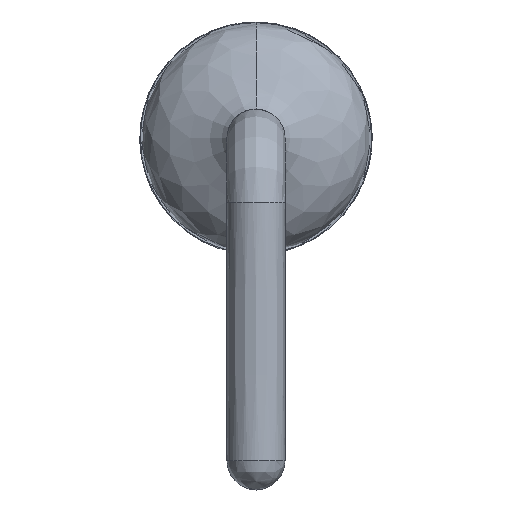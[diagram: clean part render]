
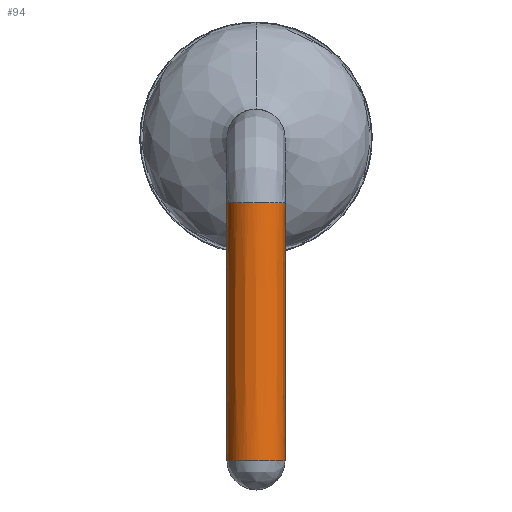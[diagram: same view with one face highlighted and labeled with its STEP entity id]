
A CAD part, left-side view. The second image highlights one B-rep face of the part: STEP entity #94.
In plain terms, the highlighted free-form (B-spline) face has degree [3, 2] with [4, 9] control points.
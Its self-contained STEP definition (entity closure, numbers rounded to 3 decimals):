
#94=ADVANCED_FACE('',(#136),#632,.T.);
#136=FACE_OUTER_BOUND('',#178,.T.);
#178=EDGE_LOOP('',(#239,#240,#241,#242));
#239=ORIENTED_EDGE('',*,*,#405,.T.);
#240=ORIENTED_EDGE('',*,*,#389,.T.);
#241=ORIENTED_EDGE('',*,*,#390,.T.);
#242=ORIENTED_EDGE('',*,*,#403,.F.);
#389=EDGE_CURVE('',#575,#576,#485,.T.);
#390=EDGE_CURVE('',#576,#585,#486,.T.);
#403=EDGE_CURVE('',#584,#585,#499,.T.);
#405=EDGE_CURVE('',#584,#575,#501,.T.);
#485=(
BOUNDED_CURVE()
B_SPLINE_CURVE(3,(#1214,#1215,#1216,#1217),.UNSPECIFIED.,.F.,.F.)
B_SPLINE_CURVE_WITH_KNOTS((4,4),(0.,2.),.UNSPECIFIED.)
CURVE()
GEOMETRIC_REPRESENTATION_ITEM()
RATIONAL_B_SPLINE_CURVE((1.,1.,1.,1.))
REPRESENTATION_ITEM('')
);
#486=(
BOUNDED_CURVE()
B_SPLINE_CURVE(2,(#1218,#1219,#1220,#1221,#1222),.UNSPECIFIED.,.F.,.F.)
B_SPLINE_CURVE_WITH_KNOTS((3,2,3),(0.,0.353,0.707),
 .UNSPECIFIED.)
CURVE()
GEOMETRIC_REPRESENTATION_ITEM()
RATIONAL_B_SPLINE_CURVE((1.,0.707,1.,0.707,1.))
REPRESENTATION_ITEM('')
);
#499=(
BOUNDED_CURVE()
B_SPLINE_CURVE(3,(#1277,#1278,#1279,#1280),.UNSPECIFIED.,.F.,.F.)
B_SPLINE_CURVE_WITH_KNOTS((4,4),(0.,2.),.UNSPECIFIED.)
CURVE()
GEOMETRIC_REPRESENTATION_ITEM()
RATIONAL_B_SPLINE_CURVE((1.,1.,1.,1.))
REPRESENTATION_ITEM('')
);
#501=(
BOUNDED_CURVE()
B_SPLINE_CURVE(2,(#1286,#1287,#1288,#1289,#1290),.UNSPECIFIED.,.F.,.F.)
B_SPLINE_CURVE_WITH_KNOTS((3,2,3),(3.142,4.712,6.283),
 .UNSPECIFIED.)
CURVE()
GEOMETRIC_REPRESENTATION_ITEM()
RATIONAL_B_SPLINE_CURVE((1.,0.707,1.,0.707,1.))
REPRESENTATION_ITEM('')
);
#575=VERTEX_POINT('',#1200);
#576=VERTEX_POINT('',#1201);
#584=VERTEX_POINT('',#1209);
#585=VERTEX_POINT('',#1210);
#632=(
BOUNDED_SURFACE()
B_SPLINE_SURFACE(3,2,((#948,#949,#950,#951,#952,#953,#954,#955,#956),(#957,
#958,#959,#960,#961,#962,#963,#964,#965),(#966,#967,#968,#969,#970,#971,
#972,#973,#974),(#975,#976,#977,#978,#979,#980,#981,#982,#983)),
 .UNSPECIFIED.,.F.,.F.,.F.)
B_SPLINE_SURFACE_WITH_KNOTS((4,4),(3,2,2,2,3),(0.,2.),(0.,0.353,
0.707,1.06,1.414),.UNSPECIFIED.)
GEOMETRIC_REPRESENTATION_ITEM()
RATIONAL_B_SPLINE_SURFACE(((1.,0.707,1.,0.707,1.,
0.707,1.,0.707,1.),(1.,0.707,1.,0.707,
1.,0.707,1.,0.707,1.),(1.,0.707,1.,0.707,
1.,0.707,1.,0.707,1.),(1.,0.707,1.,0.707,
1.,0.707,1.,0.707,1.)))
REPRESENTATION_ITEM('')
SURFACE()
);
#948=CARTESIAN_POINT('',(-3.,-0.225,-1.59));
#949=CARTESIAN_POINT('',(-3.225,-0.225,-1.59));
#950=CARTESIAN_POINT('',(-3.225,0.,-1.59));
#951=CARTESIAN_POINT('',(-3.225,0.225,-1.59));
#952=CARTESIAN_POINT('',(-3.,0.225,-1.59));
#953=CARTESIAN_POINT('',(-2.775,0.225,-1.59));
#954=CARTESIAN_POINT('',(-2.775,0.,-1.59));
#955=CARTESIAN_POINT('',(-2.775,-0.225,-1.59));
#956=CARTESIAN_POINT('',(-3.,-0.225,-1.59));
#957=CARTESIAN_POINT('',(-3.,-0.225,-0.923));
#958=CARTESIAN_POINT('',(-3.225,-0.225,-0.923));
#959=CARTESIAN_POINT('',(-3.225,0.,-0.923));
#960=CARTESIAN_POINT('',(-3.225,0.225,-0.923));
#961=CARTESIAN_POINT('',(-3.,0.225,-0.923));
#962=CARTESIAN_POINT('',(-2.775,0.225,-0.923));
#963=CARTESIAN_POINT('',(-2.775,0.,-0.923));
#964=CARTESIAN_POINT('',(-2.775,-0.225,-0.923));
#965=CARTESIAN_POINT('',(-3.,-0.225,-0.923));
#966=CARTESIAN_POINT('',(-3.,-0.225,-0.257));
#967=CARTESIAN_POINT('',(-3.225,-0.225,-0.257));
#968=CARTESIAN_POINT('',(-3.225,0.,-0.257));
#969=CARTESIAN_POINT('',(-3.225,0.225,-0.257));
#970=CARTESIAN_POINT('',(-3.,0.225,-0.257));
#971=CARTESIAN_POINT('',(-2.775,0.225,-0.257));
#972=CARTESIAN_POINT('',(-2.775,0.,-0.257));
#973=CARTESIAN_POINT('',(-2.775,-0.225,-0.257));
#974=CARTESIAN_POINT('',(-3.,-0.225,-0.257));
#975=CARTESIAN_POINT('',(-3.,-0.225,0.41));
#976=CARTESIAN_POINT('',(-3.225,-0.225,0.41));
#977=CARTESIAN_POINT('',(-3.225,0.,0.41));
#978=CARTESIAN_POINT('',(-3.225,0.225,0.41));
#979=CARTESIAN_POINT('',(-3.,0.225,0.41));
#980=CARTESIAN_POINT('',(-2.775,0.225,0.41));
#981=CARTESIAN_POINT('',(-2.775,0.,0.41));
#982=CARTESIAN_POINT('',(-2.775,-0.225,0.41));
#983=CARTESIAN_POINT('',(-3.,-0.225,0.41));
#1200=CARTESIAN_POINT('',(-3.,-0.225,-1.59));
#1201=CARTESIAN_POINT('',(-3.,-0.225,0.41));
#1209=CARTESIAN_POINT('',(-3.,0.225,-1.59));
#1210=CARTESIAN_POINT('',(-3.,0.225,0.41));
#1214=CARTESIAN_POINT('',(-3.,-0.225,-1.59));
#1215=CARTESIAN_POINT('',(-3.,-0.225,-0.923));
#1216=CARTESIAN_POINT('',(-3.,-0.225,-0.257));
#1217=CARTESIAN_POINT('',(-3.,-0.225,0.41));
#1218=CARTESIAN_POINT('',(-3.,-0.225,0.41));
#1219=CARTESIAN_POINT('',(-3.225,-0.225,0.41));
#1220=CARTESIAN_POINT('',(-3.225,0.,0.41));
#1221=CARTESIAN_POINT('',(-3.225,0.225,0.41));
#1222=CARTESIAN_POINT('',(-3.,0.225,0.41));
#1277=CARTESIAN_POINT('',(-3.,0.225,-1.59));
#1278=CARTESIAN_POINT('',(-3.,0.225,-0.923));
#1279=CARTESIAN_POINT('',(-3.,0.225,-0.257));
#1280=CARTESIAN_POINT('',(-3.,0.225,0.41));
#1286=CARTESIAN_POINT('',(-3.,0.225,-1.59));
#1287=CARTESIAN_POINT('',(-3.225,0.225,-1.59));
#1288=CARTESIAN_POINT('',(-3.225,0.,-1.59));
#1289=CARTESIAN_POINT('',(-3.225,-0.225,-1.59));
#1290=CARTESIAN_POINT('',(-3.,-0.225,-1.59));
